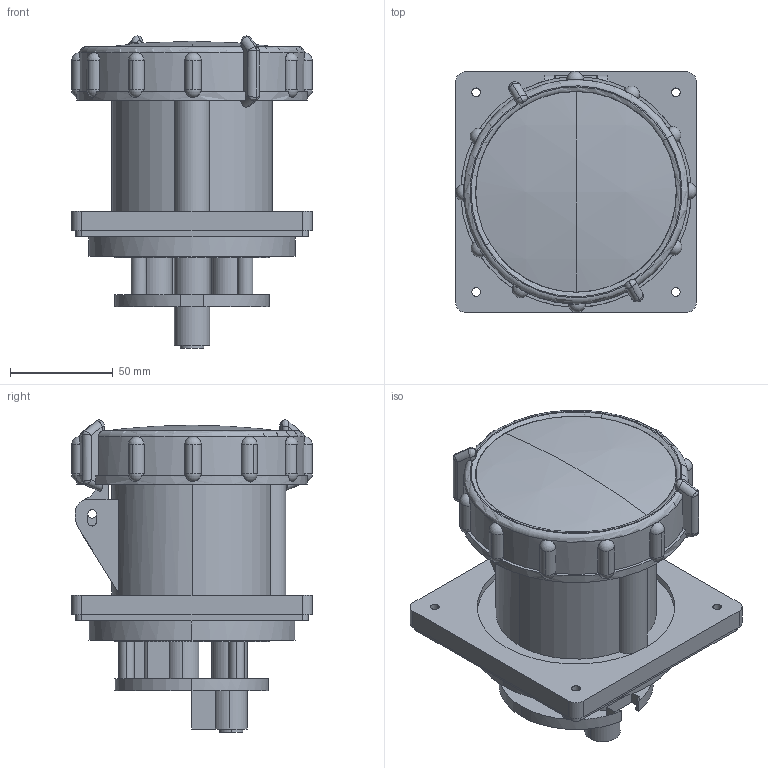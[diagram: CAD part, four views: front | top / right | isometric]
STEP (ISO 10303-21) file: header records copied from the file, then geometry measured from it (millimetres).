
FILE_DESCRIPTION (( 'STEP AP214' ), '1' );
FILE_NAME ('PSN71-063-3-2-67_Ðîçåòêà âñ. MAGNUM ÑÑÈ-433 63À-6÷_200-250Â 2P+PE IP67 IEK.STEP', '2024-07-26T06:06:47', ( '' ), ( '' ), 'SwSTEP 2.0', 'SolidWorks 2022', '' );
FILE_SCHEMA (( 'AUTOMOTIVE_DESIGN' ));
Length unit declared in the file: millimetre
Products named in the file (1): PSN71-063-3-2-67_Розетка вс. MAGNUM ССИ-433 63А-6ч_200-250В 2P+PE IP67 IEK
Bounding box: 117 x 117 x 151.65 mm (x, y, z)
Volume: 601293.6 mm3; surface area: 177953.9 mm2
Topology: 3 solids, 3 shells, 700 faces, 1858 edges, 1208 vertices
Faces by surface type: cylinder 310, plane 284, torus 67, cone 23, bspline 12, sphere 4
Entity records: 31801 total; most frequent: CARTESIAN_POINT 6248, DIRECTION 3885, ORIENTED_EDGE 3684, EDGE_CURVE 1842, AXIS2_PLACEMENT_3D 1523, VERTEX_POINT 1208, VECTOR 839, LINE 839
